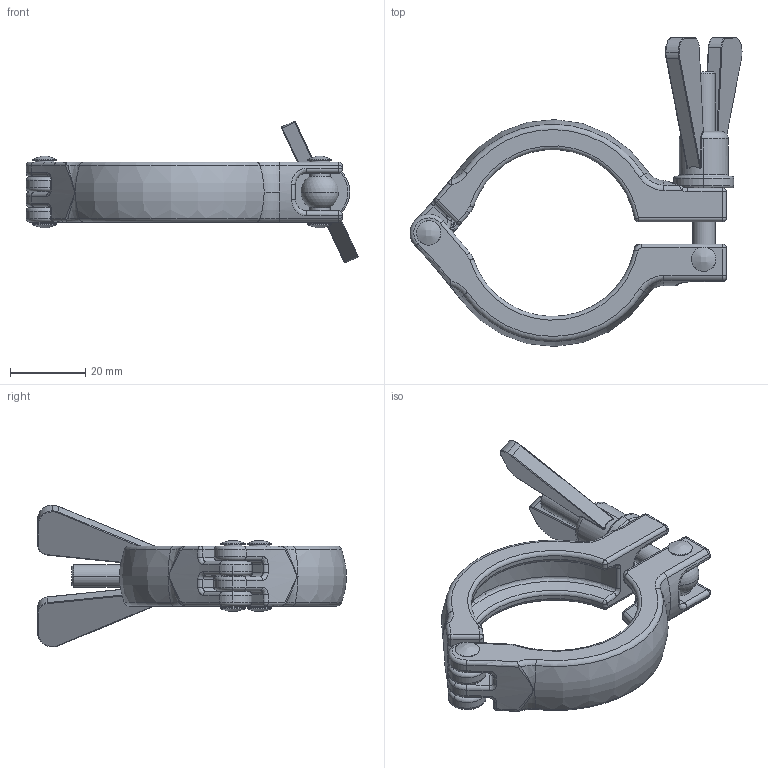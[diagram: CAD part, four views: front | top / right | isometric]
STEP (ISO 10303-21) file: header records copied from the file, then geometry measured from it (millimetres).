
FILE_DESCRIPTION (( 'STEP AP214' ), '1' );
FILE_NAME ('CL.S.0100 BLOCK.STEP', '2020-05-14T10:44:28', ( '' ), ( '' ), 'SwSTEP 2.0', 'SolidWorks 2020', '' );
FILE_SCHEMA (( 'AUTOMOTIVE_DESIGN' ));
Length unit declared in the file: millimetre
Products named in the file (1): CL.S.0100 BLOCK
Bounding box: 88.5 x 82.34 x 37.8 mm (x, y, z)
Volume: 22485.1 mm3; surface area: 14287.8 mm2
Topology: 1 solids, 1 shells, 420 faces, 977 edges, 548 vertices
Faces by surface type: cylinder 153, torus 101, bspline 74, plane 55, sphere 30, cone 7
Entity records: 15211 total; most frequent: CARTESIAN_POINT 5821, DIRECTION 1966, ORIENTED_EDGE 1888, EDGE_CURVE 944, AXIS2_PLACEMENT_3D 858, VERTEX_POINT 541, CIRCLE 511, EDGE_LOOP 441
